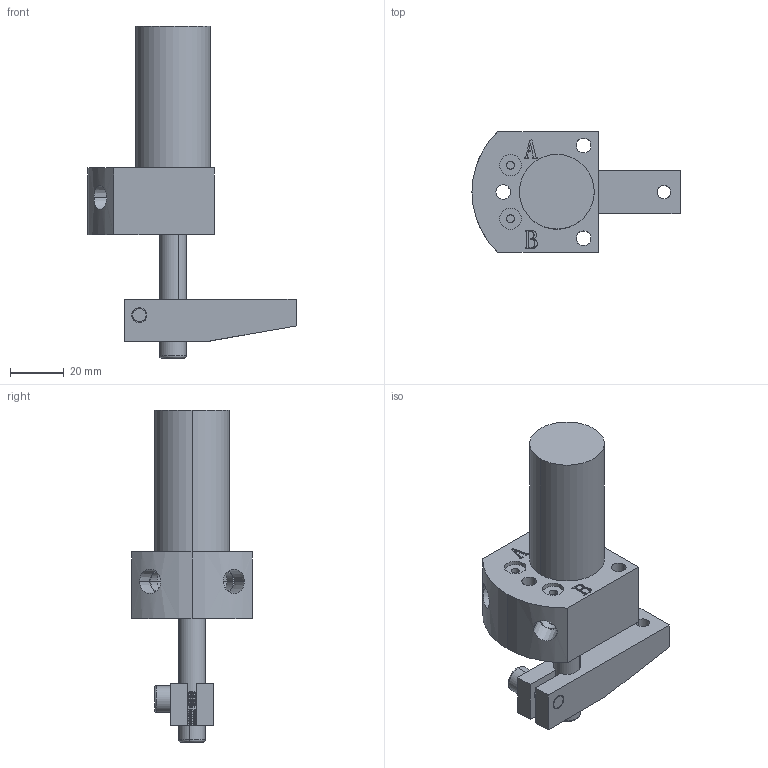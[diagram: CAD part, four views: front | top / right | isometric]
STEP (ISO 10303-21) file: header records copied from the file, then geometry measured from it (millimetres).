
FILE_DESCRIPTION (( 'STEP AP203' ), '1' );
FILE_NAME ('050-22.STEP', '2019-10-15T11:54:55', ( '微软用户' ), ( '微软中国' ), 'SwSTEP 2.0', 'SolidWorks 2012', '' );
FILE_SCHEMA (( 'CONFIG_CONTROL_DESIGN' ));
Length unit declared in the file: millimetre
Products named in the file (5): 050-22; hexagon socket head cap screws gb(GB_FASTENER_SCREWS_HSHCS M6X16-S); 030-22揤旋; 030-22活塞杆; 050-22掛极
Assembly tree (5 placements, depth 2):
  050-22
    050-22掛极
    030-22活塞杆
    030-22揤旋
    hexagon socket head cap screws gb(GB_FASTENER_SCREWS_HSHCS M6X16-S)  x2
Bounding box: 77.7 x 45 x 124 mm (x, y, z)
Volume: 91794.6 mm3; surface area: 28443.1 mm2
Topology: 5 solids, 5 shells, 496 faces, 1086 edges, 613 vertices
Faces by surface type: cone 218, cylinder 158, plane 100, bspline 16, torus 4
Entity records: 10433 total; most frequent: CARTESIAN_POINT 2646, DIRECTION 1576, ORIENTED_EDGE 1448, EDGE_CURVE 724, AXIS2_PLACEMENT_3D 592, VERTEX_POINT 430, VECTOR 392, LINE 392
